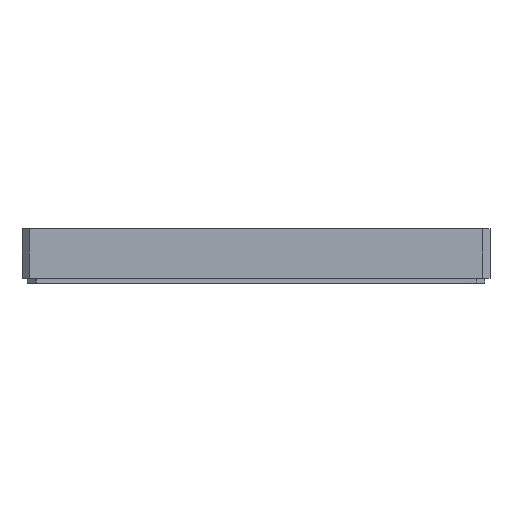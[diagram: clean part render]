
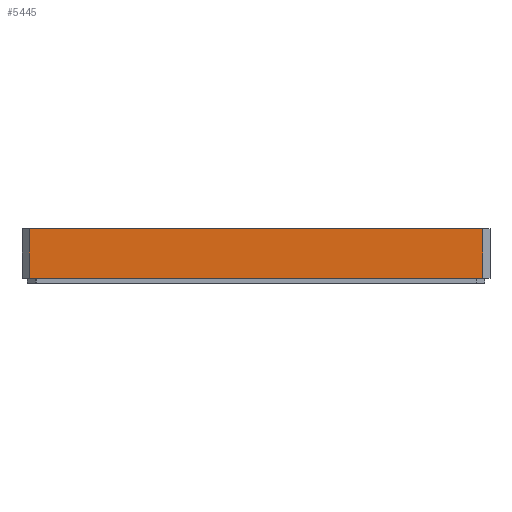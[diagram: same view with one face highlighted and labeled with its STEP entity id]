
A CAD part, left-side view. The second image highlights one B-rep face of the part: STEP entity #5445.
In plain terms, the highlighted planar face has unit normal (-1, 0, 0).
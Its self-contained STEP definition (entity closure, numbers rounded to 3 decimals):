
#642=FACE_OUTER_BOUND('',#954,.T.);
#954=EDGE_LOOP('',(#4806,#4807,#4808,#4809));
#1366=LINE('',#8411,#1954);
#1577=LINE('',#8961,#2165);
#1579=LINE('',#8965,#2167);
#1580=LINE('',#8966,#2168);
#1954=VECTOR('',#6766,10.);
#2165=VECTOR('',#7379,10.);
#2167=VECTOR('',#7383,10.);
#2168=VECTOR('',#7384,10.);
#2542=VERTEX_POINT('',#8408);
#2543=VERTEX_POINT('',#8410);
#2681=VERTEX_POINT('',#8960);
#2682=VERTEX_POINT('',#8964);
#3176=EDGE_CURVE('',#2543,#2542,#1366,.T.);
#3449=EDGE_CURVE('',#2543,#2681,#1577,.T.);
#3451=EDGE_CURVE('',#2682,#2542,#1579,.T.);
#3452=EDGE_CURVE('',#2681,#2682,#1580,.T.);
#4806=ORIENTED_EDGE('',*,*,#3176,.T.);
#4807=ORIENTED_EDGE('',*,*,#3451,.F.);
#4808=ORIENTED_EDGE('',*,*,#3452,.F.);
#4809=ORIENTED_EDGE('',*,*,#3449,.F.);
#5176=PLANE('',#5900);
#5445=ADVANCED_FACE('',(#642),#5176,.T.);
#5900=AXIS2_PLACEMENT_3D('',#8963,#7381,#7382);
#6766=DIRECTION('',(0.,-1.,0.));
#7379=DIRECTION('',(0.,0.,1.));
#7381=DIRECTION('center_axis',(-1.,0.,0.));
#7382=DIRECTION('ref_axis',(0.,-1.,0.));
#7383=DIRECTION('',(0.,0.,-1.));
#7384=DIRECTION('',(0.,-1.,0.));
#8408=CARTESIAN_POINT('',(-8.,0.5,3.));
#8410=CARTESIAN_POINT('',(-8.,183.,3.));
#8411=CARTESIAN_POINT('',(-8.,138.875,3.));
#8960=CARTESIAN_POINT('',(-8.,183.,23.));
#8961=CARTESIAN_POINT('',(-8.,183.,0.));
#8963=CARTESIAN_POINT('Origin',(-8.,186.,0.));
#8964=CARTESIAN_POINT('',(-8.,0.5,23.));
#8965=CARTESIAN_POINT('',(-8.,0.5,0.));
#8966=CARTESIAN_POINT('',(-8.,-2.5,23.));
